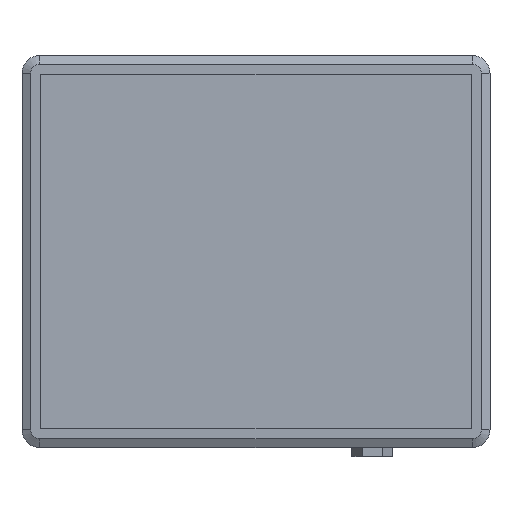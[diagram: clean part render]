
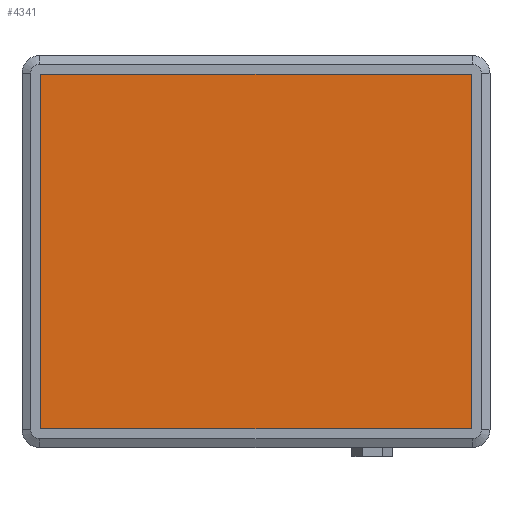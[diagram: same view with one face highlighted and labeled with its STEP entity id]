
A CAD part, top view. The second image highlights one B-rep face of the part: STEP entity #4341.
In plain terms, the highlighted planar face has unit normal (0, 0, 1).
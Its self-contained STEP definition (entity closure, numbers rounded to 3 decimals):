
#116 = ORIENTED_EDGE ( 'NONE', *, *, #9784, .T. ) ;
#169 = CARTESIAN_POINT ( 'NONE',  ( 85., 70., 0.5 ) ) ;
#567 = DIRECTION ( 'NONE',  ( -1., 0., 0. ) ) ;
#1262 = EDGE_CURVE ( 'NONE', #7209, #2867, #5455, .T. ) ;
#1282 = LINE ( 'NONE', #5173, #4760 ) ;
#1692 = EDGE_LOOP ( 'NONE', ( #2250, #116, #12321, #8371 ) ) ;
#1882 = EDGE_CURVE ( 'NONE', #12244, #7209, #10856, .T. ) ;
#2250 = ORIENTED_EDGE ( 'NONE', *, *, #9695, .T. ) ;
#2516 = LINE ( 'NONE', #7596, #8735 ) ;
#2867 = VERTEX_POINT ( 'NONE', #12101 ) ;
#3465 = CARTESIAN_POINT ( 'NONE',  ( 85., -70., 0.5 ) ) ;
#4247 = VECTOR ( 'NONE', #12343, 1000. ) ;
#4341 = ADVANCED_FACE ( 'NONE', ( #9999 ), #11168, .F. ) ;
#4760 = VECTOR ( 'NONE', #10258, 1000. ) ;
#4763 = CARTESIAN_POINT ( 'NONE',  ( 0., 0., 0.5 ) ) ;
#5173 = CARTESIAN_POINT ( 'NONE',  ( -85., 70., 0.5 ) ) ;
#5455 = LINE ( 'NONE', #9542, #5775 ) ;
#5775 = VECTOR ( 'NONE', #567, 1000. ) ;
#5989 = AXIS2_PLACEMENT_3D ( 'NONE', #4763, #16242, #16069 ) ;
#7209 = VERTEX_POINT ( 'NONE', #169 ) ;
#7596 = CARTESIAN_POINT ( 'NONE',  ( 85., -70., 0.5 ) ) ;
#8371 = ORIENTED_EDGE ( 'NONE', *, *, #1262, .T. ) ;
#8434 = CARTESIAN_POINT ( 'NONE',  ( 85., 70., 0.5 ) ) ;
#8735 = VECTOR ( 'NONE', #14471, 1000. ) ;
#9542 = CARTESIAN_POINT ( 'NONE',  ( 85., 70., 0.5 ) ) ;
#9695 = EDGE_CURVE ( 'NONE', #2867, #12824, #1282, .T. ) ;
#9784 = EDGE_CURVE ( 'NONE', #12824, #12244, #2516, .T. ) ;
#9999 = FACE_OUTER_BOUND ( 'NONE', #1692, .T. ) ;
#10258 = DIRECTION ( 'NONE',  ( 0., -1., 0. ) ) ;
#10856 = LINE ( 'NONE', #8434, #4247 ) ;
#11168 = PLANE ( 'NONE',  #5989 ) ;
#12101 = CARTESIAN_POINT ( 'NONE',  ( -85., 70., 0.5 ) ) ;
#12244 = VERTEX_POINT ( 'NONE', #3465 ) ;
#12321 = ORIENTED_EDGE ( 'NONE', *, *, #1882, .T. ) ;
#12343 = DIRECTION ( 'NONE',  ( 0., 1., 0. ) ) ;
#12669 = CARTESIAN_POINT ( 'NONE',  ( -85., -70., 0.5 ) ) ;
#12824 = VERTEX_POINT ( 'NONE', #12669 ) ;
#14471 = DIRECTION ( 'NONE',  ( 1., 0., 0. ) ) ;
#16069 = DIRECTION ( 'NONE',  ( -1., 0., 0. ) ) ;
#16242 = DIRECTION ( 'NONE',  ( 0., 0., -1. ) ) ;
